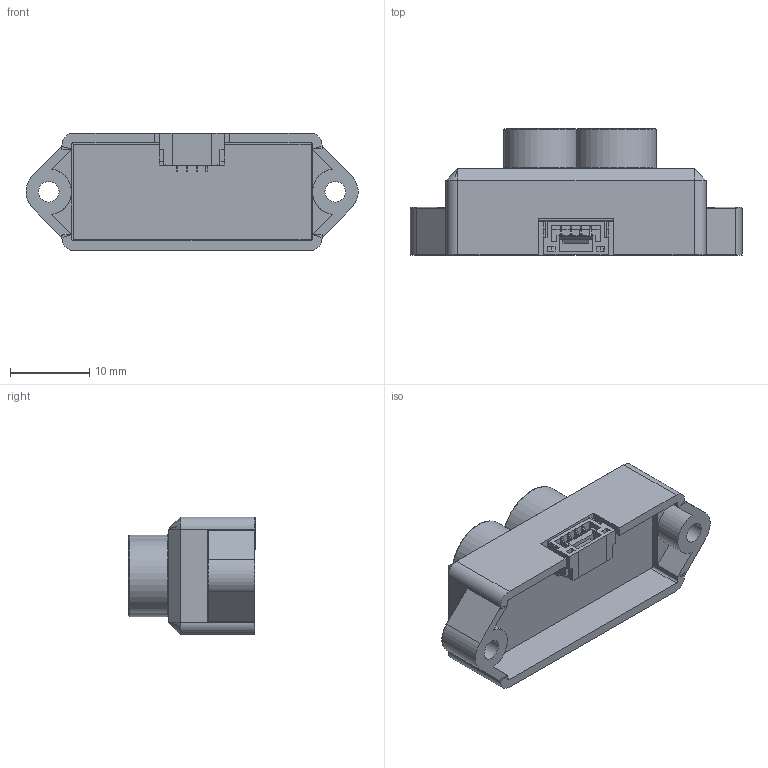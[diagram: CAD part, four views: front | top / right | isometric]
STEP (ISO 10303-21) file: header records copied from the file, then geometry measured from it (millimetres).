
FILE_DESCRIPTION(/* description */ (''),/* implementation_level */ '2;1');
FILE_NAME(/* name */ 'LiDAR Benewake TFMini.stp',/* time_stamp */ '2019-04-02T08:22:31-03:00',/* author */ ('maroq'),/* organization */ (''),/* preprocessor_version */ 'ST-DEVELOPER v17.2',/* originating_system */ 'Autodesk Inventor 2019',/* authorisation */ '');
FILE_SCHEMA (('AUTOMOTIVE_DESIGN { 1 0 10303 214 3 1 1 }'));
Length unit declared in the file: millimetre
Products named in the file (7): LiDAR Benewake TFMini; LiDAR Benewake TFMini_1; Lente Grande; Lente Pequena; SM04B-GHS-TB; Chipset; Adesivo
Assembly tree (6 placements, depth 2):
  LiDAR Benewake TFMini
    LiDAR Benewake TFMini_1
    Lente Grande
    Lente Pequena
    SM04B-GHS-TB
    Chipset
    Adesivo
Bounding box: 41.88 x 15.91 x 14.85 mm (x, y, z)
Volume: 4038.9 mm3; surface area: 5298.2 mm2
Topology: 18 solids, 18 shells, 369 faces, 960 edges, 618 vertices
Faces by surface type: plane 293, cylinder 52, torus 18, cone 4, sphere 2
Full cylindrical faces by diameter (mm): 1.2 x8, 2.6 x2, 8.4 x1, 9.4 x1
Entity records: 11728 total; most frequent: CARTESIAN_POINT 2008, ORIENTED_EDGE 1908, DIRECTION 1868, EDGE_CURVE 954, LINE 796, VECTOR 796, VERTEX_POINT 618, AXIS2_PLACEMENT_3D 536
